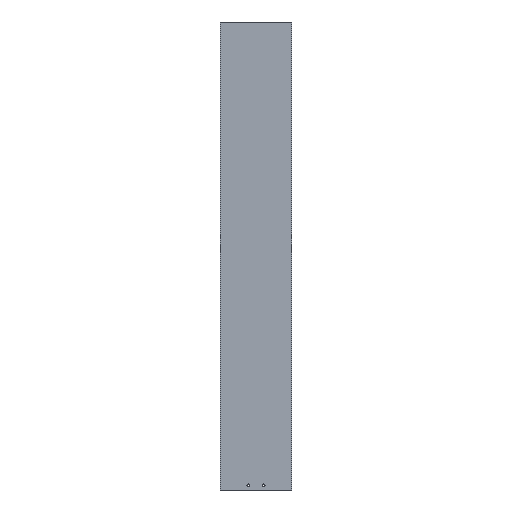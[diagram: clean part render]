
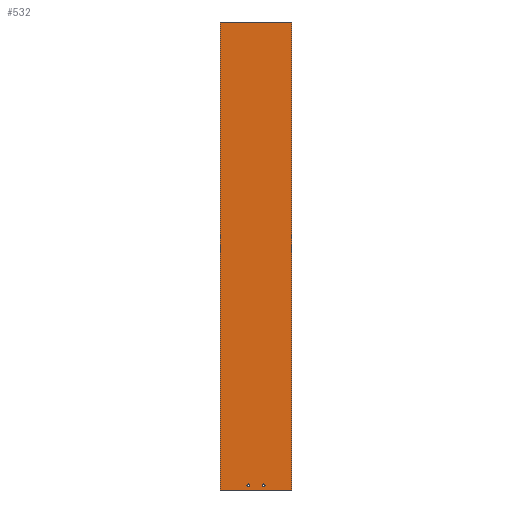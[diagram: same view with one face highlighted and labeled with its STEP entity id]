
A CAD part, left-side view. The second image highlights one B-rep face of the part: STEP entity #532.
In plain terms, the highlighted planar face has unit normal (-1, 0, 0).
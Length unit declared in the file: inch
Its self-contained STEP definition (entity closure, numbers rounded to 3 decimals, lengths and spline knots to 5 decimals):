
#11 = VERTEX_POINT ( 'NONE', #581 ) ;
#13 = EDGE_CURVE ( 'NONE', #267, #14, #580, .T. ) ;
#14 = VERTEX_POINT ( 'NONE', #575 ) ;
#29 = EDGE_CURVE ( 'NONE', #11, #30, #488, .T. ) ;
#30 = VERTEX_POINT ( 'NONE', #483 ) ;
#247 = VERTEX_POINT ( 'NONE', #897 ) ;
#255 = EDGE_CURVE ( 'NONE', #256, #257, #857, .T. ) ;
#256 = VERTEX_POINT ( 'NONE', #853 ) ;
#257 = VERTEX_POINT ( 'NONE', #852 ) ;
#267 = VERTEX_POINT ( 'NONE', #751 ) ;
#483 = CARTESIAN_POINT ( 'NONE',  ( -1.72, -0.714, -36.625 ) ) ;
#484 = DIRECTION ( 'NONE',  ( 0., -1., 0. ) ) ;
#485 = DIRECTION ( 'NONE',  ( -1., 0., 0. ) ) ;
#486 = CARTESIAN_POINT ( 'NONE',  ( -1.72, -0.6125, -36.625 ) ) ;
#487 = AXIS2_PLACEMENT_3D ( 'NONE', #486, #485, #484 ) ;
#488 = CIRCLE ( 'NONE', #487, 0.1015 ) ;
#531 = EDGE_CURVE ( 'NONE', #660, #256, #1273, .T. ) ;
#532 = ADVANCED_FACE ( 'NONE', ( #1269, #1268, #1327 ), #1326, .T. ) ;
#533 = EDGE_LOOP ( 'NONE', ( #534, #604 ) ) ;
#534 = ORIENTED_EDGE ( 'NONE', *, *, #691, .F. ) ;
#554 = EDGE_CURVE ( 'NONE', #247, #660, #1321, .T. ) ;
#560 = EDGE_CURVE ( 'NONE', #257, #247, #1308, .T. ) ;
#575 = CARTESIAN_POINT ( 'NONE',  ( -1.72, 0.511, -36.625 ) ) ;
#576 = DIRECTION ( 'NONE',  ( 0., -1., 0. ) ) ;
#577 = DIRECTION ( 'NONE',  ( -1., 0., 0. ) ) ;
#578 = CARTESIAN_POINT ( 'NONE',  ( -1.72, 0.6125, -36.625 ) ) ;
#579 = AXIS2_PLACEMENT_3D ( 'NONE', #578, #577, #576 ) ;
#580 = CIRCLE ( 'NONE', #579, 0.1015 ) ;
#581 = CARTESIAN_POINT ( 'NONE',  ( -1.72, -0.511, -36.625 ) ) ;
#604 = ORIENTED_EDGE ( 'NONE', *, *, #13, .F. ) ;
#605 = ORIENTED_EDGE ( 'NONE', *, *, #606, .F. ) ;
#606 = EDGE_CURVE ( 'NONE', #30, #11, #1304, .T. ) ;
#607 = ORIENTED_EDGE ( 'NONE', *, *, #29, .F. ) ;
#608 = EDGE_LOOP ( 'NONE', ( #609, #610, #611, #612 ) ) ;
#609 = ORIENTED_EDGE ( 'NONE', *, *, #554, .T. ) ;
#610 = ORIENTED_EDGE ( 'NONE', *, *, #531, .T. ) ;
#611 = ORIENTED_EDGE ( 'NONE', *, *, #255, .T. ) ;
#612 = ORIENTED_EDGE ( 'NONE', *, *, #560, .T. ) ;
#660 = VERTEX_POINT ( 'NONE', #1346 ) ;
#691 = EDGE_CURVE ( 'NONE', #14, #267, #1345, .T. ) ;
#692 = EDGE_LOOP ( 'NONE', ( #605, #607 ) ) ;
#751 = CARTESIAN_POINT ( 'NONE',  ( -1.72, 0.714, -36.625 ) ) ;
#852 = CARTESIAN_POINT ( 'NONE',  ( -1.72, 2.8075, 0. ) ) ;
#853 = CARTESIAN_POINT ( 'NONE',  ( -1.72, -2.8075, 0. ) ) ;
#854 = DIRECTION ( 'NONE',  ( 0., 1., 0. ) ) ;
#855 = VECTOR ( 'NONE', #854, 39.37008 ) ;
#856 = CARTESIAN_POINT ( 'NONE',  ( -1.72, 2.8075, 0. ) ) ;
#857 = LINE ( 'NONE', #856, #855 ) ;
#897 = CARTESIAN_POINT ( 'NONE',  ( -1.72, 2.8075, -37. ) ) ;
#1261 = DIRECTION ( 'NONE',  ( 0., -1., 0. ) ) ;
#1262 = DIRECTION ( 'NONE',  ( -1., 0., 0. ) ) ;
#1263 = CARTESIAN_POINT ( 'NONE',  ( -1.72, -0.6125, -36.625 ) ) ;
#1268 = FACE_BOUND ( 'NONE', #692, .T. ) ;
#1269 = FACE_BOUND ( 'NONE', #533, .T. ) ;
#1270 = DIRECTION ( 'NONE',  ( 0., 0., 1. ) ) ;
#1271 = VECTOR ( 'NONE', #1270, 39.37008 ) ;
#1272 = CARTESIAN_POINT ( 'NONE',  ( -1.72, -2.8075, -37. ) ) ;
#1273 = LINE ( 'NONE', #1272, #1271 ) ;
#1303 = AXIS2_PLACEMENT_3D ( 'NONE', #1263, #1262, #1261 ) ;
#1304 = CIRCLE ( 'NONE', #1303, 0.1015 ) ;
#1305 = DIRECTION ( 'NONE',  ( 0., 0., -1. ) ) ;
#1306 = VECTOR ( 'NONE', #1305, 39.37008 ) ;
#1307 = CARTESIAN_POINT ( 'NONE',  ( -1.72, 2.8075, -37. ) ) ;
#1308 = LINE ( 'NONE', #1307, #1306 ) ;
#1318 = DIRECTION ( 'NONE',  ( 0., -1., 0. ) ) ;
#1319 = VECTOR ( 'NONE', #1318, 39.37008 ) ;
#1320 = CARTESIAN_POINT ( 'NONE',  ( -1.72, 2.8075, -37. ) ) ;
#1321 = LINE ( 'NONE', #1320, #1319 ) ;
#1322 = DIRECTION ( 'NONE',  ( 0., -1., 0. ) ) ;
#1323 = DIRECTION ( 'NONE',  ( -1., 0., 0. ) ) ;
#1324 = CARTESIAN_POINT ( 'NONE',  ( -1.72, 2.8075, -37. ) ) ;
#1325 = AXIS2_PLACEMENT_3D ( 'NONE', #1324, #1323, #1322 ) ;
#1326 = PLANE ( 'NONE',  #1325 ) ;
#1327 = FACE_OUTER_BOUND ( 'NONE', #608, .T. ) ;
#1341 = DIRECTION ( 'NONE',  ( 0., -1., 0. ) ) ;
#1342 = DIRECTION ( 'NONE',  ( -1., 0., 0. ) ) ;
#1343 = CARTESIAN_POINT ( 'NONE',  ( -1.72, 0.6125, -36.625 ) ) ;
#1344 = AXIS2_PLACEMENT_3D ( 'NONE', #1343, #1342, #1341 ) ;
#1345 = CIRCLE ( 'NONE', #1344, 0.1015 ) ;
#1346 = CARTESIAN_POINT ( 'NONE',  ( -1.72, -2.8075, -37. ) ) ;
